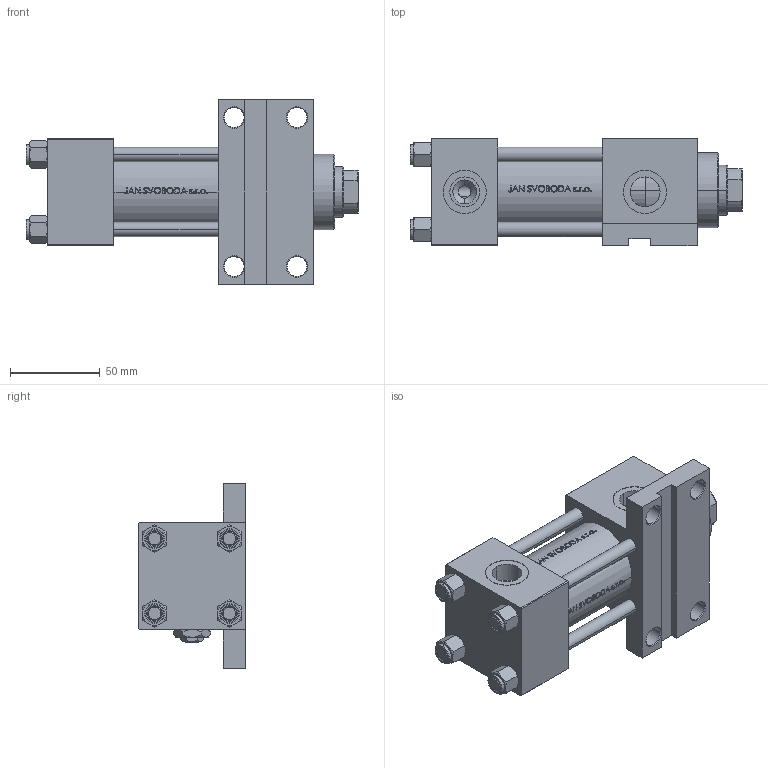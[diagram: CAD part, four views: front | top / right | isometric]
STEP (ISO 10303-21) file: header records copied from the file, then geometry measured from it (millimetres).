
FILE_DESCRIPTION (( 'STEP AP203' ), '1' );
FILE_NAME ('9b4d.STEP', '2023-08-23T17:43:23', ( '' ), ( '' ), 'SwSTEP 2.0', 'SolidWorks 2019', '' );
FILE_SCHEMA (( 'CONFIG_CONTROL_DESIGN' ));
Length unit declared in the file: millimetre
Products named in the file (7): NUT_M5_F f5c52af9cb441bf21470877e1c9af632; Zatka_pro_OIL_PORT f5c52af9cb441bf21470877e1c9af632; 9b4d; V215CR_VCP_F f5c52af9cb441bf21470877e1c9af632; V215CR_F_Body f5c52af9cb441bf21470877e1c9af632; V215_VC_A f5c52af9cb441bf21470877e1c9af632; V215CR_F_TYCINKA f5c52af9cb441bf21470877e1c9af632
Assembly tree (12 placements, depth 2):
  9b4d
    V215CR_F_Body f5c52af9cb441bf21470877e1c9af632
    V215CR_VCP_F f5c52af9cb441bf21470877e1c9af632
    V215CR_F_TYCINKA f5c52af9cb441bf21470877e1c9af632  x4
    NUT_M5_F f5c52af9cb441bf21470877e1c9af632  x4
    V215_VC_A f5c52af9cb441bf21470877e1c9af632
    Zatka_pro_OIL_PORT f5c52af9cb441bf21470877e1c9af632
Bounding box: 185 x 60 x 103 mm (x, y, z)
Volume: 443347.6 mm3; surface area: 118907.2 mm2
Topology: 12 solids, 12 shells, 1166 faces, 2966 edges, 1916 vertices
Faces by surface type: plane 461, bspline 380, cone 172, cylinder 145, torus 8
Entity records: 50365 total; most frequent: CARTESIAN_POINT 26772, ORIENTED_EDGE 5424, DIRECTION 3407, EDGE_CURVE 2712, VERTEX_POINT 1772, VECTOR 1359, LINE 1359, EDGE_LOOP 1160
